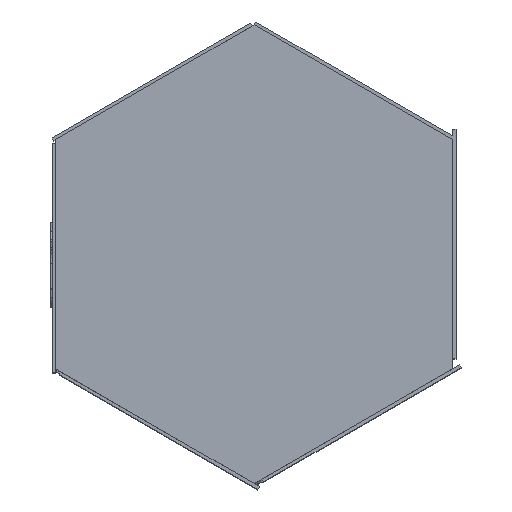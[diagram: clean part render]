
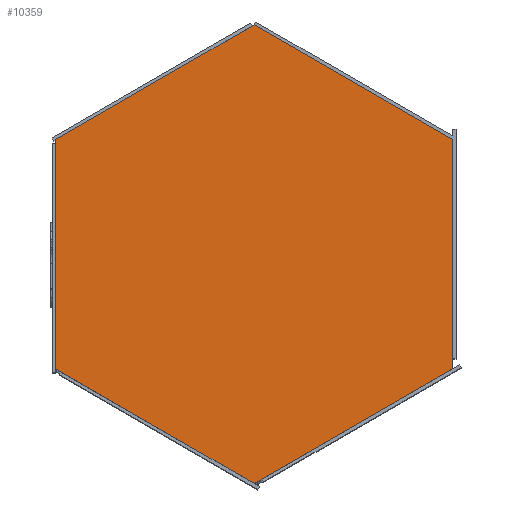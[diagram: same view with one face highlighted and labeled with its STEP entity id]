
A CAD part, top view. The second image highlights one B-rep face of the part: STEP entity #10359.
In plain terms, the highlighted planar face has unit normal (0, 0, 1).
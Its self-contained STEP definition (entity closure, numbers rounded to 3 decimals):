
#374=PLANE('',#10958);
#691=FACE_OUTER_BOUND('',#1272,.T.);
#1272=EDGE_LOOP('',(#7627,#7628,#7629,#7630,#7631,#7632));
#2430=LINE('',#14019,#3442);
#2604=LINE('',#14370,#3616);
#2614=LINE('',#15301,#3626);
#2617=LINE('',#15306,#3629);
#2621=LINE('',#15312,#3633);
#2625=LINE('',#15317,#3637);
#3442=VECTOR('',#11386,10.);
#3616=VECTOR('',#11704,10.);
#3626=VECTOR('',#11736,10.);
#3629=VECTOR('',#11741,10.);
#3633=VECTOR('',#11747,10.);
#3637=VECTOR('',#11753,10.);
#4455=VERTEX_POINT('',#14016);
#4456=VERTEX_POINT('',#14018);
#4561=VERTEX_POINT('',#14368);
#4566=VERTEX_POINT('',#15299);
#4567=VERTEX_POINT('',#15305);
#4568=VERTEX_POINT('',#15311);
#5526=EDGE_CURVE('',#4456,#4455,#2430,.T.);
#5700=EDGE_CURVE('',#4455,#4561,#2604,.T.);
#5717=EDGE_CURVE('',#4561,#4566,#2614,.T.);
#5720=EDGE_CURVE('',#4567,#4456,#2617,.T.);
#5724=EDGE_CURVE('',#4568,#4567,#2621,.T.);
#5728=EDGE_CURVE('',#4566,#4568,#2625,.T.);
#7627=ORIENTED_EDGE('',*,*,#5728,.T.);
#7628=ORIENTED_EDGE('',*,*,#5724,.T.);
#7629=ORIENTED_EDGE('',*,*,#5720,.T.);
#7630=ORIENTED_EDGE('',*,*,#5526,.T.);
#7631=ORIENTED_EDGE('',*,*,#5700,.T.);
#7632=ORIENTED_EDGE('',*,*,#5717,.T.);
#10359=ADVANCED_FACE('',(#691),#374,.T.);
#10958=AXIS2_PLACEMENT_3D('',#15318,#11754,#11755);
#11386=DIRECTION('',(0.,1.,0.));
#11704=DIRECTION('',(-0.866,0.5,0.));
#11736=DIRECTION('',(-0.866,-0.5,0.));
#11741=DIRECTION('',(0.866,0.5,0.));
#11747=DIRECTION('',(0.866,-0.5,0.));
#11753=DIRECTION('',(0.,-1.,0.));
#11754=DIRECTION('center_axis',(0.,0.,1.));
#11755=DIRECTION('ref_axis',(1.,0.,0.));
#14016=CARTESIAN_POINT('',(30.,17.321,250.));
#14018=CARTESIAN_POINT('',(30.,-17.321,250.));
#14019=CARTESIAN_POINT('',(30.,-17.321,250.));
#14368=CARTESIAN_POINT('',(0.,34.641,250.));
#14370=CARTESIAN_POINT('',(30.,17.321,250.));
#15299=CARTESIAN_POINT('',(-30.,17.321,250.));
#15301=CARTESIAN_POINT('',(0.,34.641,250.));
#15305=CARTESIAN_POINT('',(0.,-34.641,250.));
#15306=CARTESIAN_POINT('',(0.,-34.641,250.));
#15311=CARTESIAN_POINT('',(-30.,-17.321,250.));
#15312=CARTESIAN_POINT('',(-30.,-17.321,250.));
#15317=CARTESIAN_POINT('',(-30.,17.321,250.));
#15318=CARTESIAN_POINT('Origin',(0.,0.,250.));
